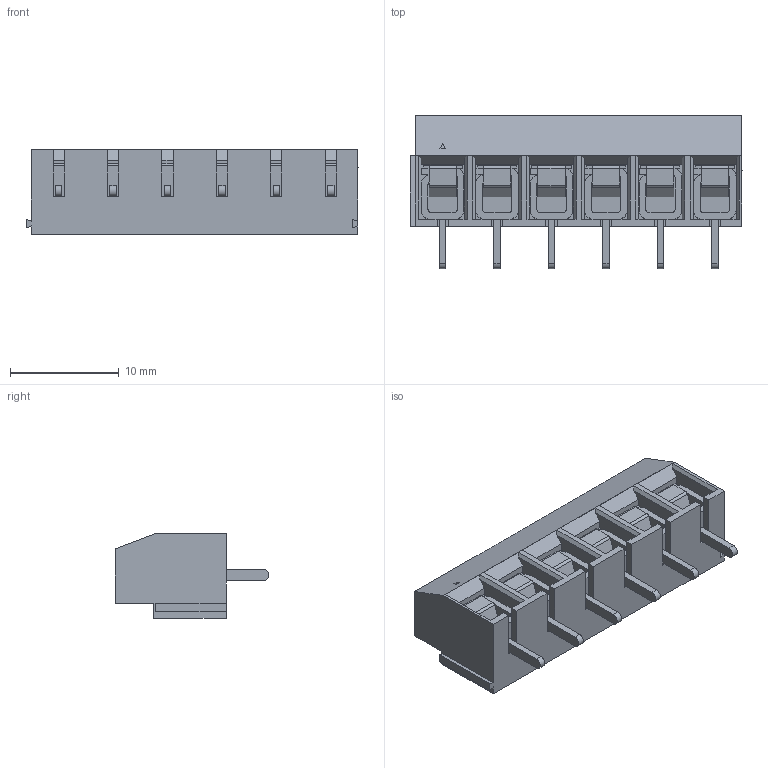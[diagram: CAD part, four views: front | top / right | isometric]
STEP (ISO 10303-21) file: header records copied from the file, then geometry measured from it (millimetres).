
FILE_DESCRIPTION (( 'STEP AP214' ), '1' );
FILE_NAME ('DG126-5.0-06P-12-00AH.STEP', '2021-01-19T16:38:01', ( '' ), ( '' ), 'SwSTEP 2.0', 'SolidWorks 2020', '' );
FILE_SCHEMA (( 'AUTOMOTIVE_DESIGN' ));
Length unit declared in the file: millimetre
Products named in the file (1): DG126-5.0-06P-12-00AH
Bounding box: 30.5 x 14.1 x 7.8 mm (x, y, z)
Volume: 1694.1 mm3; surface area: 2989.3 mm2
Topology: 1 solids, 1 shells, 841 faces, 2304 edges, 1498 vertices
Faces by surface type: plane 513, cylinder 138, bspline 136, torus 42, cone 12
Entity records: 41408 total; most frequent: CARTESIAN_POINT 13148, ORIENTED_EDGE 4608, DIRECTION 3714, EDGE_CURVE 2304, VECTOR 1570, LINE 1570, VERTEX_POINT 1498, AXIS2_PLACEMENT_3D 1072
